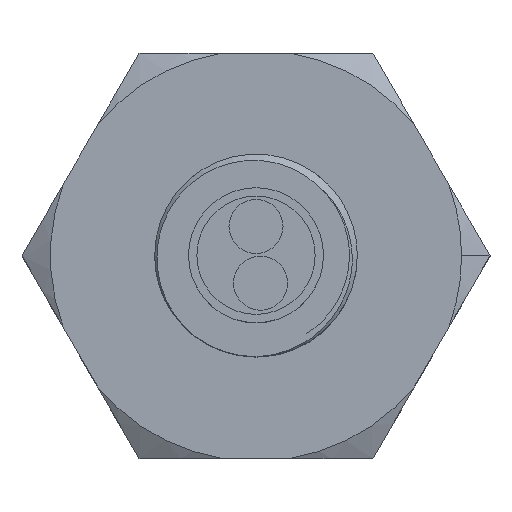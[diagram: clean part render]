
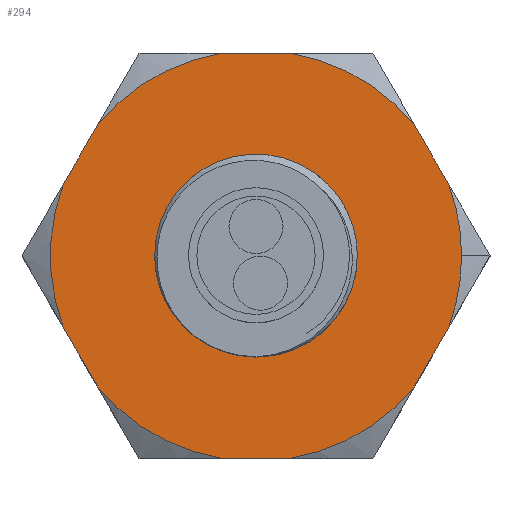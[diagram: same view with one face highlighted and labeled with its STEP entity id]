
A CAD part, top view. The second image highlights one B-rep face of the part: STEP entity #294.
In plain terms, the highlighted planar face has unit normal (0, 0, 1).
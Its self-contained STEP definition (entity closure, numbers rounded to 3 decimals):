
#64 = EDGE_CURVE ( 'NONE', #3888, #5156, #3374, .T. ) ;
#209 = ORIENTED_EDGE ( 'NONE', *, *, #64, .F. ) ;
#247 = CARTESIAN_POINT ( 'NONE',  ( -5.707, -2.115, 9. ) ) ;
#294 = ADVANCED_FACE ( 'NONE', ( #8450, #6009 ), #2385, .T. ) ;
#305 = DIRECTION ( 'NONE',  ( -0.5, 0.866, 0. ) ) ;
#430 = EDGE_CURVE ( 'NONE', #10754, #8673, #7150, .T. ) ;
#500 = DIRECTION ( 'NONE',  ( 0., 0., -1. ) ) ;
#539 = DIRECTION ( 'NONE',  ( 1., 0., 0. ) ) ;
#688 = ORIENTED_EDGE ( 'NONE', *, *, #8891, .F. ) ;
#715 = DIRECTION ( 'NONE',  ( 1., 0., 0. ) ) ;
#857 = DIRECTION ( 'NONE',  ( 1., 0., 0. ) ) ;
#1067 = DIRECTION ( 'NONE',  ( 0., 0., -1. ) ) ;
#1092 = ORIENTED_EDGE ( 'NONE', *, *, #3341, .T. ) ;
#1414 = VECTOR ( 'NONE', #305, 1000. ) ;
#1433 = AXIS2_PLACEMENT_3D ( 'NONE', #10090, #11836, #1793 ) ;
#1461 = LINE ( 'NONE', #6172, #7359 ) ;
#1729 = VERTEX_POINT ( 'NONE', #4365 ) ;
#1793 = DIRECTION ( 'NONE',  ( 1., 0., 0. ) ) ;
#1829 = DIRECTION ( 'NONE',  ( 0.5, -0.866, 0. ) ) ;
#1926 = VERTEX_POINT ( 'NONE', #6620 ) ;
#2143 = DIRECTION ( 'NONE',  ( 0., 0., -1. ) ) ;
#2152 = EDGE_CURVE ( 'NONE', #4909, #1926, #11848, .T. ) ;
#2213 = EDGE_CURVE ( 'NONE', #11242, #2441, #6556, .T. ) ;
#2385 = PLANE ( 'NONE',  #6576 ) ;
#2398 = EDGE_LOOP ( 'NONE', ( #2618, #6465 ) ) ;
#2441 = VERTEX_POINT ( 'NONE', #7661 ) ;
#2460 = ORIENTED_EDGE ( 'NONE', *, *, #2152, .F. ) ;
#2531 = DIRECTION ( 'NONE',  ( 0.5, 0.866, 0. ) ) ;
#2618 = ORIENTED_EDGE ( 'NONE', *, *, #430, .F. ) ;
#2658 = DIRECTION ( 'NONE',  ( 1., 0., 0. ) ) ;
#2714 = DIRECTION ( 'NONE',  ( 0., 0., -1. ) ) ;
#2730 = CARTESIAN_POINT ( 'NONE',  ( 0., 0., 9. ) ) ;
#2739 = CARTESIAN_POINT ( 'NONE',  ( -3.464, 6., 9. ) ) ;
#3122 = ORIENTED_EDGE ( 'NONE', *, *, #5017, .T. ) ;
#3256 = EDGE_CURVE ( 'NONE', #10632, #3649, #4793, .T. ) ;
#3274 = CARTESIAN_POINT ( 'NONE',  ( -3., 0., 9. ) ) ;
#3341 = EDGE_CURVE ( 'NONE', #8500, #3649, #8401, .T. ) ;
#3374 = CIRCLE ( 'NONE', #10733, 6.086 ) ;
#3421 = CARTESIAN_POINT ( 'NONE',  ( 5.707, -2.115, 9. ) ) ;
#3484 = VECTOR ( 'NONE', #1829, 1000. ) ;
#3490 = CARTESIAN_POINT ( 'NONE',  ( 0., 0., 9. ) ) ;
#3583 = AXIS2_PLACEMENT_3D ( 'NONE', #2730, #6378, #2658 ) ;
#3627 = CARTESIAN_POINT ( 'NONE',  ( 0., 0., 9. ) ) ;
#3636 = ORIENTED_EDGE ( 'NONE', *, *, #11794, .T. ) ;
#3649 = VERTEX_POINT ( 'NONE', #6164 ) ;
#3688 = EDGE_CURVE ( 'NONE', #2441, #4592, #4350, .T. ) ;
#3746 = DIRECTION ( 'NONE',  ( 1., 0., 0. ) ) ;
#3764 = DIRECTION ( 'NONE',  ( 1., 0., 0. ) ) ;
#3801 = ORIENTED_EDGE ( 'NONE', *, *, #9325, .T. ) ;
#3888 = VERTEX_POINT ( 'NONE', #6833 ) ;
#3917 = ORIENTED_EDGE ( 'NONE', *, *, #7539, .F. ) ;
#3940 = CARTESIAN_POINT ( 'NONE',  ( 5.707, 2.115, 9. ) ) ;
#4350 = CIRCLE ( 'NONE', #8035, 6.086 ) ;
#4365 = CARTESIAN_POINT ( 'NONE',  ( -4.685, 3.885, 9. ) ) ;
#4506 = ORIENTED_EDGE ( 'NONE', *, *, #8879, .T. ) ;
#4592 = VERTEX_POINT ( 'NONE', #3421 ) ;
#4760 = CARTESIAN_POINT ( 'NONE',  ( 4.685, -3.885, 9. ) ) ;
#4793 = CIRCLE ( 'NONE', #9402, 6.086 ) ;
#4909 = VERTEX_POINT ( 'NONE', #4760 ) ;
#5017 = EDGE_CURVE ( 'NONE', #11242, #5156, #6324, .T. ) ;
#5108 = ORIENTED_EDGE ( 'NONE', *, *, #3256, .F. ) ;
#5156 = VERTEX_POINT ( 'NONE', #8459 ) ;
#5813 = VERTEX_POINT ( 'NONE', #6014 ) ;
#5927 = ORIENTED_EDGE ( 'NONE', *, *, #2213, .F. ) ;
#6009 = FACE_BOUND ( 'NONE', #2398, .T. ) ;
#6014 = CARTESIAN_POINT ( 'NONE',  ( -5.707, 2.115, 9. ) ) ;
#6041 = CARTESIAN_POINT ( 'NONE',  ( 0., 0., 9. ) ) ;
#6164 = CARTESIAN_POINT ( 'NONE',  ( -4.685, -3.885, 9. ) ) ;
#6172 = CARTESIAN_POINT ( 'NONE',  ( 3.464, -6., 9. ) ) ;
#6227 = DIRECTION ( 'NONE',  ( 0., 0., 1. ) ) ;
#6324 = LINE ( 'NONE', #7713, #1414 ) ;
#6378 = DIRECTION ( 'NONE',  ( 0., 0., -1. ) ) ;
#6465 = ORIENTED_EDGE ( 'NONE', *, *, #8039, .F. ) ;
#6556 = CIRCLE ( 'NONE', #3583, 6.086 ) ;
#6559 = CIRCLE ( 'NONE', #7226, 6.086 ) ;
#6576 = AXIS2_PLACEMENT_3D ( 'NONE', #7028, #6227, #7072 ) ;
#6620 = CARTESIAN_POINT ( 'NONE',  ( 1.022, -6., 9. ) ) ;
#6664 = CIRCLE ( 'NONE', #8012, 6.086 ) ;
#6833 = CARTESIAN_POINT ( 'NONE',  ( 1.022, 6., 9. ) ) ;
#6961 = VECTOR ( 'NONE', #857, 1000. ) ;
#6962 = DIRECTION ( 'NONE',  ( -1., 0., 0. ) ) ;
#7028 = CARTESIAN_POINT ( 'NONE',  ( 0., 0., 9. ) ) ;
#7072 = DIRECTION ( 'NONE',  ( 1., 0., 0. ) ) ;
#7150 = CIRCLE ( 'NONE', #7201, 3. ) ;
#7201 = AXIS2_PLACEMENT_3D ( 'NONE', #7300, #9186, #715 ) ;
#7226 = AXIS2_PLACEMENT_3D ( 'NONE', #10297, #1067, #3764 ) ;
#7250 = EDGE_LOOP ( 'NONE', ( #2460, #9645, #11003, #5927, #3122, #209, #3801, #688, #3636, #3917, #1092, #5108, #4506 ) ) ;
#7300 = CARTESIAN_POINT ( 'NONE',  ( 0., 0., 9. ) ) ;
#7359 = VECTOR ( 'NONE', #2531, 1000. ) ;
#7539 = EDGE_CURVE ( 'NONE', #8500, #5813, #6559, .T. ) ;
#7548 = DIRECTION ( 'NONE',  ( 1., 0., 0. ) ) ;
#7632 = CARTESIAN_POINT ( 'NONE',  ( 0., 0., 9. ) ) ;
#7661 = CARTESIAN_POINT ( 'NONE',  ( 6.086, 0., 9. ) ) ;
#7713 = CARTESIAN_POINT ( 'NONE',  ( 6.928, 0., 9. ) ) ;
#7873 = CARTESIAN_POINT ( 'NONE',  ( -1.022, 6., 9. ) ) ;
#7995 = CIRCLE ( 'NONE', #1433, 3. ) ;
#8012 = AXIS2_PLACEMENT_3D ( 'NONE', #8284, #2714, #10056 ) ;
#8035 = AXIS2_PLACEMENT_3D ( 'NONE', #6041, #500, #539 ) ;
#8039 = EDGE_CURVE ( 'NONE', #8673, #10754, #7995, .T. ) ;
#8175 = CARTESIAN_POINT ( 'NONE',  ( -3.464, -6., 9. ) ) ;
#8284 = CARTESIAN_POINT ( 'NONE',  ( 0., 0., 9. ) ) ;
#8358 = VECTOR ( 'NONE', #9192, 1000. ) ;
#8401 = LINE ( 'NONE', #11048, #3484 ) ;
#8450 = FACE_OUTER_BOUND ( 'NONE', #7250, .T. ) ;
#8459 = CARTESIAN_POINT ( 'NONE',  ( 4.685, 3.885, 9. ) ) ;
#8500 = VERTEX_POINT ( 'NONE', #247 ) ;
#8673 = VERTEX_POINT ( 'NONE', #10745 ) ;
#8879 = EDGE_CURVE ( 'NONE', #10632, #1926, #11686, .T. ) ;
#8891 = EDGE_CURVE ( 'NONE', #1729, #9868, #6664, .T. ) ;
#8916 = CARTESIAN_POINT ( 'NONE',  ( 3.464, 6., 9. ) ) ;
#8987 = DIRECTION ( 'NONE',  ( 1., 0., 0. ) ) ;
#9167 = DIRECTION ( 'NONE',  ( 0., 0., -1. ) ) ;
#9186 = DIRECTION ( 'NONE',  ( 0., 0., 1. ) ) ;
#9192 = DIRECTION ( 'NONE',  ( -0.5, -0.866, 0. ) ) ;
#9325 = EDGE_CURVE ( 'NONE', #3888, #9868, #10393, .T. ) ;
#9402 = AXIS2_PLACEMENT_3D ( 'NONE', #3627, #9167, #3746 ) ;
#9645 = ORIENTED_EDGE ( 'NONE', *, *, #10028, .T. ) ;
#9868 = VERTEX_POINT ( 'NONE', #7873 ) ;
#9951 = DIRECTION ( 'NONE',  ( 0., 0., -1. ) ) ;
#10028 = EDGE_CURVE ( 'NONE', #4909, #4592, #1461, .T. ) ;
#10056 = DIRECTION ( 'NONE',  ( 1., 0., 0. ) ) ;
#10090 = CARTESIAN_POINT ( 'NONE',  ( 0., 0., 9. ) ) ;
#10297 = CARTESIAN_POINT ( 'NONE',  ( 0., 0., 9. ) ) ;
#10393 = LINE ( 'NONE', #8916, #11948 ) ;
#10632 = VERTEX_POINT ( 'NONE', #11262 ) ;
#10733 = AXIS2_PLACEMENT_3D ( 'NONE', #7632, #2143, #7548 ) ;
#10745 = CARTESIAN_POINT ( 'NONE',  ( 3., 0., 9. ) ) ;
#10754 = VERTEX_POINT ( 'NONE', #3274 ) ;
#10810 = LINE ( 'NONE', #2739, #8358 ) ;
#11003 = ORIENTED_EDGE ( 'NONE', *, *, #3688, .F. ) ;
#11048 = CARTESIAN_POINT ( 'NONE',  ( -6.928, 0., 9. ) ) ;
#11242 = VERTEX_POINT ( 'NONE', #3940 ) ;
#11262 = CARTESIAN_POINT ( 'NONE',  ( -1.022, -6., 9. ) ) ;
#11686 = LINE ( 'NONE', #8175, #6961 ) ;
#11794 = EDGE_CURVE ( 'NONE', #1729, #5813, #10810, .T. ) ;
#11831 = AXIS2_PLACEMENT_3D ( 'NONE', #3490, #9951, #8987 ) ;
#11836 = DIRECTION ( 'NONE',  ( 0., 0., 1. ) ) ;
#11848 = CIRCLE ( 'NONE', #11831, 6.086 ) ;
#11948 = VECTOR ( 'NONE', #6962, 1000. ) ;
